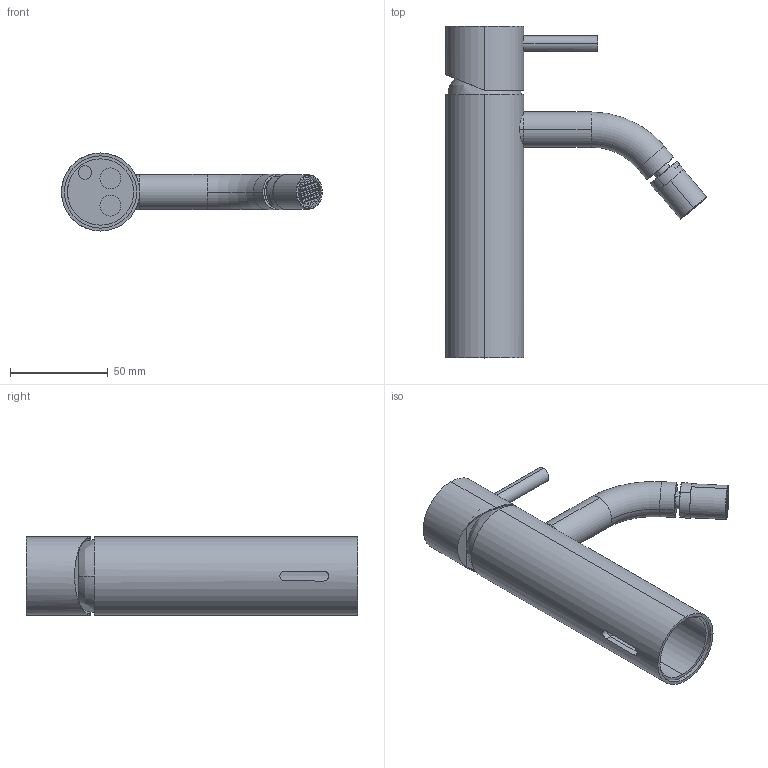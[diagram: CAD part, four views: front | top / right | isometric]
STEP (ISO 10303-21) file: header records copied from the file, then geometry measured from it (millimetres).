
FILE_DESCRIPTION (( 'STEP AP214' ), '1' );
FILE_NAME ('0001508605.STEP', '2023-10-06T16:13:15', ( '' ), ( '' ), 'SwSTEP 2.0', 'SolidWorks 2018', '' );
FILE_SCHEMA (( 'AUTOMOTIVE_DESIGN' ));
Length unit declared in the file: millimetre
Products named in the file (1): 0001508605
Bounding box: 133.65 x 170 x 40 mm (x, y, z)
Surface area: 40839.5 mm2 (no closed solid volume)
Topology: 0 solids, 7 shells, 214 faces, 692 edges, 494 vertices
Faces by surface type: plane 170, cylinder 33, torus 7, bspline 2, cone 2
Entity records: 10145 total; most frequent: CARTESIAN_POINT 1783, DIRECTION 1186, ORIENTED_EDGE 1075, EDGE_CURVE 692, VECTOR 576, LINE 576, VERTEX_POINT 494, AXIS2_PLACEMENT_3D 305
